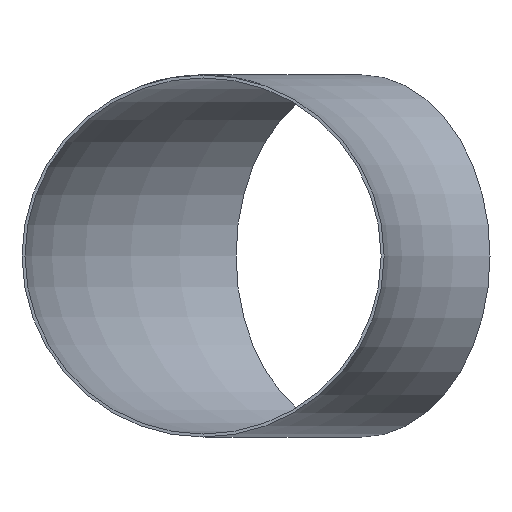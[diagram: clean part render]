
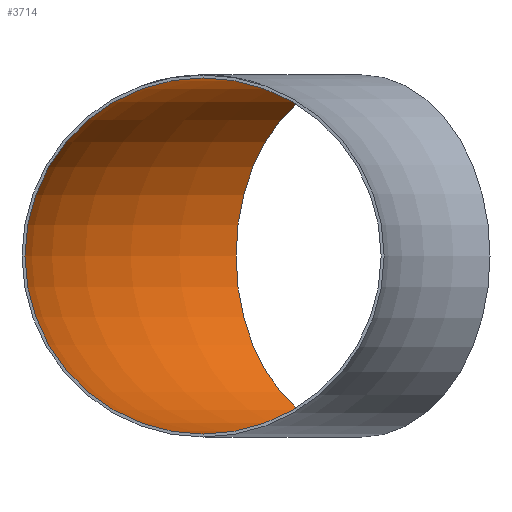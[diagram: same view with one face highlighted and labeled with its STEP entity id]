
A CAD part, front view. The second image highlights one B-rep face of the part: STEP entity #3714.
In plain terms, the highlighted toroidal (fillet/blend) face has major radius 914 mm and minor radius 300 mm.
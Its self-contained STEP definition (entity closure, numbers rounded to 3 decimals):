
#667 = CIRCLE ( 'NONE', #27649, 300. ) ;
#3714 = ADVANCED_FACE ( 'NONE', ( #25966, #34566 ), #13943, .F. ) ;
#3936 = CARTESIAN_POINT ( 'NONE',  ( -914., 0., 0. ) ) ;
#4929 = ORIENTED_EDGE ( 'NONE', *, *, #13995, .T. ) ;
#5389 = VERTEX_POINT ( 'NONE', #32309 ) ;
#8181 = EDGE_CURVE ( 'NONE', #26870, #26870, #23005, .T. ) ;
#12408 = CARTESIAN_POINT ( 'NONE',  ( 0., 0., 0. ) ) ;
#13943 = TOROIDAL_SURFACE ( 'NONE', #25214, 914., 300. ) ;
#13995 = EDGE_CURVE ( 'NONE', #5389, #5389, #667, .T. ) ;
#14904 = EDGE_LOOP ( 'NONE', ( #17840 ) ) ;
#15012 = DIRECTION ( 'NONE',  ( 0., 1., 0. ) ) ;
#15276 = DIRECTION ( 'NONE',  ( -0.707, 0.707, 0. ) ) ;
#15807 = CARTESIAN_POINT ( 'NONE',  ( -646.296, 646.296, 0. ) ) ;
#17678 = DIRECTION ( 'NONE',  ( -1., 0., 0. ) ) ;
#17840 = ORIENTED_EDGE ( 'NONE', *, *, #8181, .F. ) ;
#17905 = DIRECTION ( 'NONE',  ( 0.707, 0.707, 0. ) ) ;
#19378 = EDGE_LOOP ( 'NONE', ( #4929 ) ) ;
#20682 = DIRECTION ( 'NONE',  ( 0., 0., -1. ) ) ;
#21314 = AXIS2_PLACEMENT_3D ( 'NONE', #3936, #15012, #23130 ) ;
#23005 = CIRCLE ( 'NONE', #21314, 300. ) ;
#23130 = DIRECTION ( 'NONE',  ( 0., 0., 1. ) ) ;
#25214 = AXIS2_PLACEMENT_3D ( 'NONE', #12408, #20682, #17678 ) ;
#25966 = FACE_OUTER_BOUND ( 'NONE', #19378, .T. ) ;
#26535 = CARTESIAN_POINT ( 'NONE',  ( -914., 0., 300. ) ) ;
#26870 = VERTEX_POINT ( 'NONE', #26535 ) ;
#27649 = AXIS2_PLACEMENT_3D ( 'NONE', #15807, #17905, #15276 ) ;
#32309 = CARTESIAN_POINT ( 'NONE',  ( -858.428, 858.428, 0. ) ) ;
#34566 = FACE_OUTER_BOUND ( 'NONE', #14904, .T. ) ;
